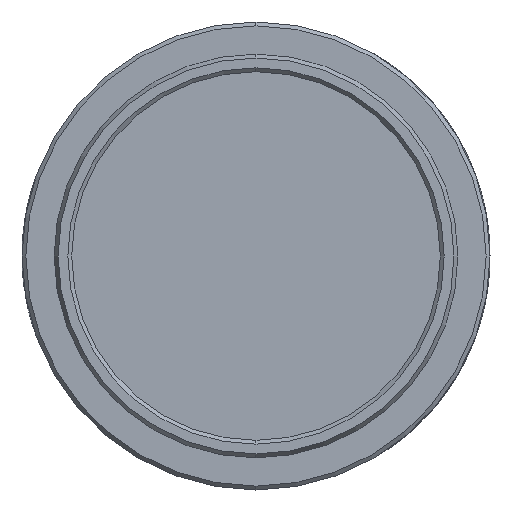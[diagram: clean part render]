
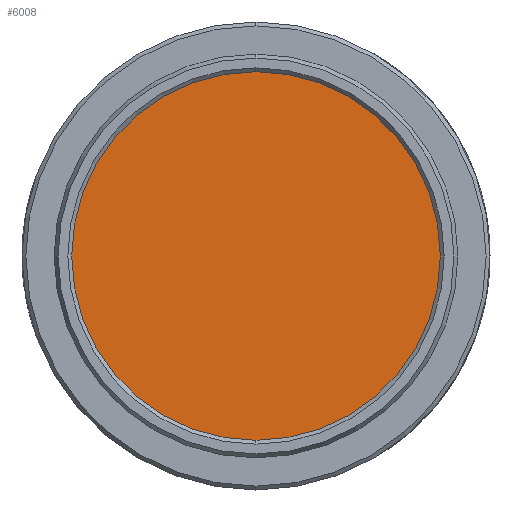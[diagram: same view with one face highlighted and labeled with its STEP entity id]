
A CAD part, left-side view. The second image highlights one B-rep face of the part: STEP entity #6008.
In plain terms, the highlighted planar face has unit normal (-1, 0, 0).
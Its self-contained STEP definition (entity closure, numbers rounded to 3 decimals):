
#1375 = CARTESIAN_POINT ( 'NONE',  ( -1.905, 0., 0. ) ) ;
#2342 = VERTEX_POINT ( 'NONE', #13301 ) ;
#3034 = ORIENTED_EDGE ( 'NONE', *, *, #13111, .T. ) ;
#3317 = CARTESIAN_POINT ( 'NONE',  ( -1.905, 0., 0. ) ) ;
#3410 = FACE_OUTER_BOUND ( 'NONE', #9221, .T. ) ;
#3682 = PLANE ( 'NONE',  #11260 ) ;
#4462 = DIRECTION ( 'NONE',  ( 0., 0., -1. ) ) ;
#4662 = DIRECTION ( 'NONE',  ( -1., 0., 0. ) ) ;
#4832 = DIRECTION ( 'NONE',  ( 0., 0., -1. ) ) ;
#5495 = ORIENTED_EDGE ( 'NONE', *, *, #6653, .T. ) ;
#6008 = ADVANCED_FACE ( 'NONE', ( #3410 ), #3682, .F. ) ;
#6653 = EDGE_CURVE ( 'NONE', #10231, #2342, #10281, .T. ) ;
#7522 = CARTESIAN_POINT ( 'NONE',  ( -1.905, 0., 12.45 ) ) ;
#7988 = AXIS2_PLACEMENT_3D ( 'NONE', #11393, #4662, #12515 ) ;
#8667 = AXIS2_PLACEMENT_3D ( 'NONE', #3317, #11207, #4462 ) ;
#9221 = EDGE_LOOP ( 'NONE', ( #3034, #5495 ) ) ;
#9326 = CIRCLE ( 'NONE', #8667, 12.45 ) ;
#10231 = VERTEX_POINT ( 'NONE', #7522 ) ;
#10281 = CIRCLE ( 'NONE', #7988, 12.45 ) ;
#11207 = DIRECTION ( 'NONE',  ( -1., 0., 0. ) ) ;
#11260 = AXIS2_PLACEMENT_3D ( 'NONE', #1375, #11561, #4832 ) ;
#11393 = CARTESIAN_POINT ( 'NONE',  ( -1.905, 0., 0. ) ) ;
#11561 = DIRECTION ( 'NONE',  ( 1., 0., 0. ) ) ;
#12515 = DIRECTION ( 'NONE',  ( 0., 0., -1. ) ) ;
#13111 = EDGE_CURVE ( 'NONE', #2342, #10231, #9326, .T. ) ;
#13301 = CARTESIAN_POINT ( 'NONE',  ( -1.905, 0., -12.45 ) ) ;
